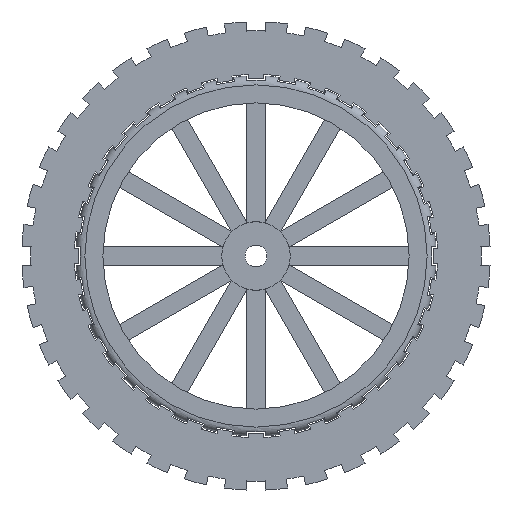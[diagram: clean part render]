
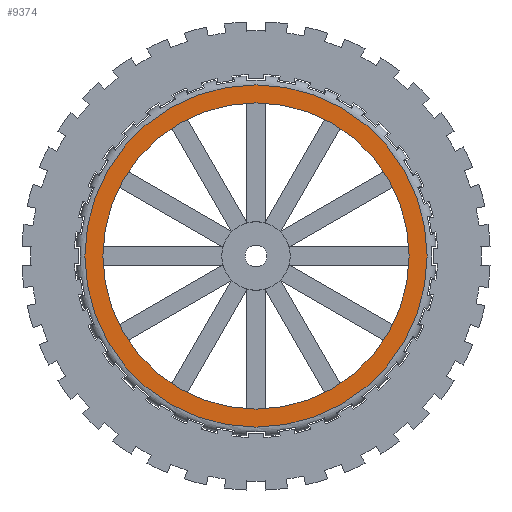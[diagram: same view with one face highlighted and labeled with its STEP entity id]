
A CAD part, front view. The second image highlights one B-rep face of the part: STEP entity #9374.
In plain terms, the highlighted planar face has unit normal (0, -1, 0).
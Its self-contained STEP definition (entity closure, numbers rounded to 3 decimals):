
#167=PLANE('',#9989);
#374=FACE_BOUND('',#1392,.T.);
#452=CIRCLE('',#9884,47.5);
#487=CIRCLE('',#9984,42.5);
#890=FACE_OUTER_BOUND('',#1391,.T.);
#1391=EDGE_LOOP('',(#7300));
#1392=EDGE_LOOP('',(#7301));
#4020=VERTEX_POINT('',#15626);
#4096=VERTEX_POINT('',#15882);
#5140=EDGE_CURVE('',#4020,#4020,#452,.T.);
#5255=EDGE_CURVE('',#4096,#4096,#487,.T.);
#7300=ORIENTED_EDGE('',*,*,#5140,.F.);
#7301=ORIENTED_EDGE('',*,*,#5255,.T.);
#9374=ADVANCED_FACE('',(#890,#374),#167,.F.);
#9884=AXIS2_PLACEMENT_3D('',#15628,#11041,#11042);
#9984=AXIS2_PLACEMENT_3D('',#15884,#11321,#11322);
#9989=AXIS2_PLACEMENT_3D('',#15895,#11337,#11338);
#11041=DIRECTION('center_axis',(0.,1.,0.));
#11042=DIRECTION('ref_axis',(1.,0.,0.));
#11321=DIRECTION('center_axis',(0.,1.,0.));
#11322=DIRECTION('ref_axis',(-1.,0.,0.));
#11337=DIRECTION('center_axis',(0.,1.,0.));
#11338=DIRECTION('ref_axis',(1.,0.,0.));
#15626=CARTESIAN_POINT('',(0.,0.,-47.5));
#15628=CARTESIAN_POINT('Origin',(0.,0.,0.));
#15882=CARTESIAN_POINT('',(42.5,0.,0.));
#15884=CARTESIAN_POINT('Origin',(0.,0.,0.));
#15895=CARTESIAN_POINT('Origin',(0.,0.,0.));
